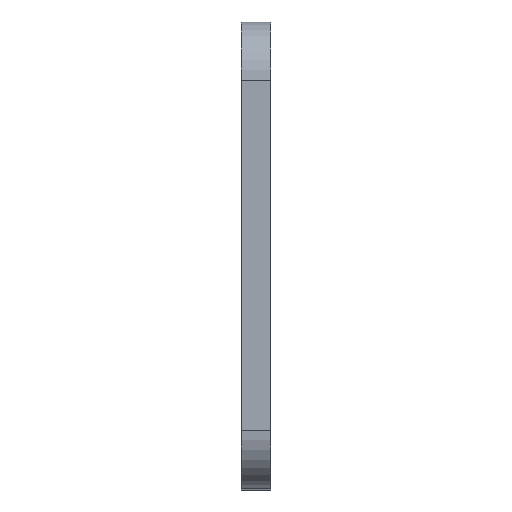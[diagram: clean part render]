
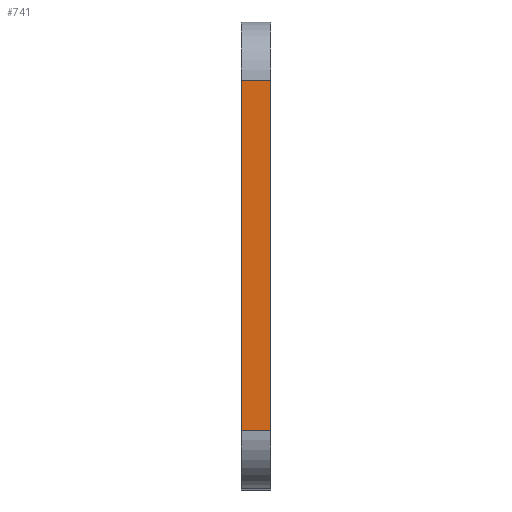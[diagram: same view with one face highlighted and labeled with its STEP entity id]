
A CAD part, top view. The second image highlights one B-rep face of the part: STEP entity #741.
In plain terms, the highlighted face is planar.
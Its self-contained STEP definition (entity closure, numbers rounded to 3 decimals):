
#90=PLANE('',#845);
#123=FACE_OUTER_BOUND('',#181,.T.);
#181=EDGE_LOOP('',(#651,#652,#653,#654));
#215=LINE('',#1113,#257);
#241=LINE('',#1258,#283);
#243=LINE('',#1264,#285);
#244=LINE('',#1265,#286);
#257=VECTOR('',#881,10.);
#283=VECTOR('',#1051,10.);
#285=VECTOR('',#1057,10.);
#286=VECTOR('',#1058,10.);
#354=VERTEX_POINT('',#1099);
#360=VERTEX_POINT('',#1111);
#407=VERTEX_POINT('',#1257);
#409=VERTEX_POINT('',#1263);
#425=EDGE_CURVE('',#360,#354,#215,.F.);
#497=EDGE_CURVE('',#354,#407,#241,.T.);
#500=EDGE_CURVE('',#409,#360,#243,.T.);
#501=EDGE_CURVE('',#407,#409,#244,.T.);
#651=ORIENTED_EDGE('',*,*,#497,.F.);
#652=ORIENTED_EDGE('',*,*,#425,.F.);
#653=ORIENTED_EDGE('',*,*,#500,.F.);
#654=ORIENTED_EDGE('',*,*,#501,.F.);
#741=ADVANCED_FACE('',(#123),#90,.T.);
#845=AXIS2_PLACEMENT_3D('',#1262,#1055,#1056);
#881=DIRECTION('',(0.,-1.,0.));
#1051=DIRECTION('',(0.,0.,-1.));
#1055=DIRECTION('center_axis',(1.,0.,0.));
#1056=DIRECTION('ref_axis',(0.,1.,0.));
#1057=DIRECTION('',(0.,0.,1.));
#1058=DIRECTION('',(0.,-1.,0.));
#1099=CARTESIAN_POINT('',(76.35,-18.,5.));
#1111=CARTESIAN_POINT('',(76.35,-78.,5.));
#1113=CARTESIAN_POINT('',(76.35,-68.,5.));
#1257=CARTESIAN_POINT('',(76.35,-18.,0.));
#1258=CARTESIAN_POINT('',(76.35,-18.,0.));
#1262=CARTESIAN_POINT('Origin',(76.35,-88.,0.));
#1263=CARTESIAN_POINT('',(76.35,-78.,0.));
#1264=CARTESIAN_POINT('',(76.35,-78.,0.));
#1265=CARTESIAN_POINT('',(76.35,-68.,0.));
